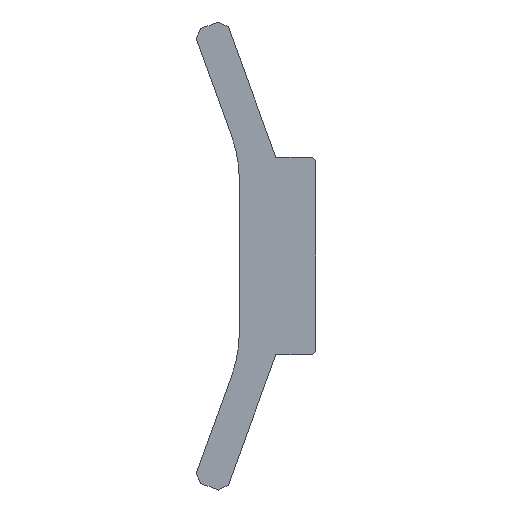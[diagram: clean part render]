
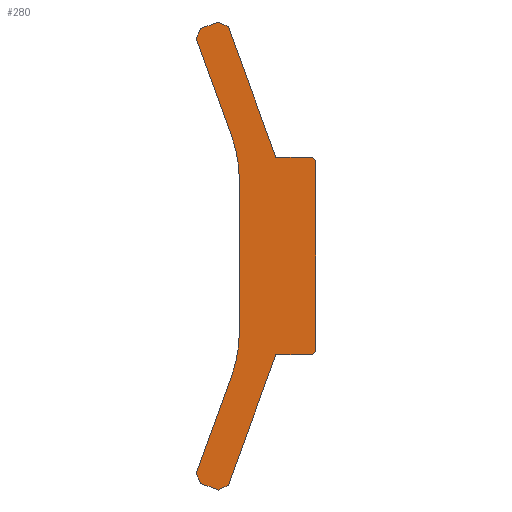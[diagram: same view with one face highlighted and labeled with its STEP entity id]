
A CAD part, front view. The second image highlights one B-rep face of the part: STEP entity #280.
In plain terms, the highlighted planar face has unit normal (0, -1, 0).
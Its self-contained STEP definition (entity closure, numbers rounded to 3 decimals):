
#8 = EDGE_CURVE ( 'NONE', #419, #182, #377, .T. ) ;
#14 = CARTESIAN_POINT ( 'NONE',  ( -33.886, -2.207, -52.213 ) ) ;
#23 = CARTESIAN_POINT ( 'NONE',  ( -28.788, -2.207, -8.285 ) ) ;
#26 = CARTESIAN_POINT ( 'NONE',  ( -31.067, -2.207, -53.239 ) ) ;
#27 = LINE ( 'NONE', #106, #385 ) ;
#43 = VECTOR ( 'NONE', #245, 1000. ) ;
#47 = CARTESIAN_POINT ( 'NONE',  ( -40.684, -2.207, -49.739 ) ) ;
#66 = LINE ( 'NONE', #369, #635 ) ;
#90 = ORIENTED_EDGE ( 'NONE', *, *, #907, .F. ) ;
#94 = DIRECTION ( 'NONE',  ( -0.342, 0., -0.94 ) ) ;
#98 = VECTOR ( 'NONE', #94, 1000. ) ;
#99 = LINE ( 'NONE', #684, #138 ) ;
#100 = VERTEX_POINT ( 'NONE', #252 ) ;
#101 = CARTESIAN_POINT ( 'NONE',  ( -11.689, -2.207, 76.2 ) ) ;
#106 = CARTESIAN_POINT ( 'NONE',  ( 0., -2.207, 76.2 ) ) ;
#122 = ORIENTED_EDGE ( 'NONE', *, *, #8, .T. ) ;
#128 = DIRECTION ( 'NONE',  ( -1., 0., 0. ) ) ;
#132 = EDGE_CURVE ( 'NONE', #475, #559, #416, .T. ) ;
#138 = VECTOR ( 'NONE', #837, 1000. ) ;
#170 = VECTOR ( 'NONE', #446, 1000. ) ;
#174 = VECTOR ( 'NONE', #855, 1000. ) ;
#177 = ORIENTED_EDGE ( 'NONE', *, *, #545, .T. ) ;
#182 = VERTEX_POINT ( 'NONE', #410 ) ;
#202 = CARTESIAN_POINT ( 'NONE',  ( 0., -2.207, 76.2 ) ) ;
#205 = VERTEX_POINT ( 'NONE', #346 ) ;
#209 = FACE_OUTER_BOUND ( 'NONE', #805, .T. ) ;
#211 = AXIS2_PLACEMENT_3D ( 'NONE', #320, #238, #262 ) ;
#214 = PLANE ( 'NONE',  #345 ) ;
#216 = CARTESIAN_POINT ( 'NONE',  ( 39.211, -2.207, 35.606 ) ) ;
#218 = EDGE_CURVE ( 'NONE', #363, #205, #66, .T. ) ;
#222 = EDGE_CURVE ( 'NONE', #510, #278, #718, .T. ) ;
#236 = CARTESIAN_POINT ( 'NONE',  ( 2.349, -2.207, 0. ) ) ;
#238 = DIRECTION ( 'NONE',  ( 0., 1., 0. ) ) ;
#245 = DIRECTION ( 'NONE',  ( -0.342, 0., 0.94 ) ) ;
#252 = CARTESIAN_POINT ( 'NONE',  ( -28.788, -2.207, 84.485 ) ) ;
#262 = DIRECTION ( 'NONE',  ( 1., 0., 0. ) ) ;
#267 = CARTESIAN_POINT ( 'NONE',  ( -25.773, -2.207, 76.2 ) ) ;
#268 = ORIENTED_EDGE ( 'NONE', *, *, #667, .T. ) ;
#272 = ORIENTED_EDGE ( 'NONE', *, *, #344, .F. ) ;
#278 = VERTEX_POINT ( 'NONE', #581 ) ;
#280 = ADVANCED_FACE ( 'NONE', ( #209 ), #214, .T. ) ;
#292 = VECTOR ( 'NONE', #786, 1000. ) ;
#295 = CARTESIAN_POINT ( 'NONE',  ( -40.684, -2.207, 125.939 ) ) ;
#300 = LINE ( 'NONE', #303, #592 ) ;
#303 = CARTESIAN_POINT ( 'NONE',  ( -25.773, -2.207, 0. ) ) ;
#319 = DIRECTION ( 'NONE',  ( -0.94, 0., 0.342 ) ) ;
#320 = CARTESIAN_POINT ( 'NONE',  ( -75.773, -2.207, 67.384 ) ) ;
#326 = EDGE_CURVE ( 'NONE', #435, #764, #829, .T. ) ;
#334 = CIRCLE ( 'NONE', #839, 50. ) ;
#335 = LINE ( 'NONE', #628, #98 ) ;
#344 = EDGE_CURVE ( 'NONE', #419, #764, #818, .T. ) ;
#345 = AXIS2_PLACEMENT_3D ( 'NONE', #202, #795, #512 ) ;
#346 = CARTESIAN_POINT ( 'NONE',  ( -11.689, -2.207, 0. ) ) ;
#347 = VERTEX_POINT ( 'NONE', #894 ) ;
#363 = VERTEX_POINT ( 'NONE', #236 ) ;
#364 = VECTOR ( 'NONE', #694, 1000. ) ;
#368 = CIRCLE ( 'NONE', #211, 50. ) ;
#369 = CARTESIAN_POINT ( 'NONE',  ( 0., -2.207, 0. ) ) ;
#371 = CARTESIAN_POINT ( 'NONE',  ( 3.773, -2.207, 74.825 ) ) ;
#377 = LINE ( 'NONE', #517, #792 ) ;
#385 = VECTOR ( 'NONE', #826, 1000. ) ;
#395 = VECTOR ( 'NONE', #409, 1000. ) ;
#409 = DIRECTION ( 'NONE',  ( 0.342, 0., -0.94 ) ) ;
#410 = CARTESIAN_POINT ( 'NONE',  ( -30.041, -2.207, -50.42 ) ) ;
#416 = LINE ( 'NONE', #702, #364 ) ;
#419 = VERTEX_POINT ( 'NONE', #14 ) ;
#429 = CARTESIAN_POINT ( 'NONE',  ( -52.469, -2.207, 100.667 ) ) ;
#432 = LINE ( 'NONE', #867, #292 ) ;
#435 = VERTEX_POINT ( 'NONE', #885 ) ;
#445 = ORIENTED_EDGE ( 'NONE', *, *, #722, .T. ) ;
#446 = DIRECTION ( 'NONE',  ( 0.719, 0., 0.695 ) ) ;
#447 = ORIENTED_EDGE ( 'NONE', *, *, #680, .T. ) ;
#455 = DIRECTION ( 'NONE',  ( 0.423, 0., -0.906 ) ) ;
#463 = CARTESIAN_POINT ( 'NONE',  ( -81.655, -2.207, 38.124 ) ) ;
#475 = VERTEX_POINT ( 'NONE', #371 ) ;
#482 = ORIENTED_EDGE ( 'NONE', *, *, #781, .T. ) ;
#495 = LINE ( 'NONE', #267, #174 ) ;
#510 = VERTEX_POINT ( 'NONE', #295 ) ;
#512 = DIRECTION ( 'NONE',  ( 1., 0., 0. ) ) ;
#515 = DIRECTION ( 'NONE',  ( 0.906, 0., 0.423 ) ) ;
#517 = CARTESIAN_POINT ( 'NONE',  ( 43.133, -2.207, -16.299 ) ) ;
#520 = EDGE_CURVE ( 'NONE', #435, #856, #300, .T. ) ;
#525 = ORIENTED_EDGE ( 'NONE', *, *, #326, .T. ) ;
#532 = CARTESIAN_POINT ( 'NONE',  ( -25.773, -2.207, 67.384 ) ) ;
#543 = VECTOR ( 'NONE', #455, 1000. ) ;
#545 = EDGE_CURVE ( 'NONE', #363, #559, #877, .T. ) ;
#554 = ORIENTED_EDGE ( 'NONE', *, *, #945, .F. ) ;
#559 = VERTEX_POINT ( 'NONE', #908 ) ;
#580 = EDGE_CURVE ( 'NONE', #100, #617, #368, .T. ) ;
#581 = CARTESIAN_POINT ( 'NONE',  ( -42.477, -2.207, 122.094 ) ) ;
#592 = VECTOR ( 'NONE', #595, 1000. ) ;
#595 = DIRECTION ( 'NONE',  ( 0.342, 0., 0.94 ) ) ;
#598 = VERTEX_POINT ( 'NONE', #697 ) ;
#606 = DIRECTION ( 'NONE',  ( 1., 0., 0. ) ) ;
#610 = LINE ( 'NONE', #671, #43 ) ;
#616 = VERTEX_POINT ( 'NONE', #831 ) ;
#617 = VERTEX_POINT ( 'NONE', #532 ) ;
#628 = CARTESIAN_POINT ( 'NONE',  ( -11.689, -2.207, 0. ) ) ;
#635 = VECTOR ( 'NONE', #128, 1000. ) ;
#651 = CARTESIAN_POINT ( 'NONE',  ( 1.134, -2.207, 77.374 ) ) ;
#667 = EDGE_CURVE ( 'NONE', #347, #790, #99, .T. ) ;
#668 = VECTOR ( 'NONE', #799, 1000. ) ;
#669 = ORIENTED_EDGE ( 'NONE', *, *, #793, .F. ) ;
#671 = CARTESIAN_POINT ( 'NONE',  ( -25.773, -2.207, 76.2 ) ) ;
#673 = VERTEX_POINT ( 'NONE', #691 ) ;
#679 = DIRECTION ( 'NONE',  ( 0., 1., 0. ) ) ;
#680 = EDGE_CURVE ( 'NONE', #598, #673, #27, .T. ) ;
#684 = CARTESIAN_POINT ( 'NONE',  ( 13.947, -2.207, 106.109 ) ) ;
#691 = CARTESIAN_POINT ( 'NONE',  ( -11.689, -2.207, 76.2 ) ) ;
#694 = DIRECTION ( 'NONE',  ( 0., 0., -1. ) ) ;
#696 = EDGE_CURVE ( 'NONE', #205, #182, #335, .T. ) ;
#697 = CARTESIAN_POINT ( 'NONE',  ( 2.349, -2.207, 76.2 ) ) ;
#699 = ORIENTED_EDGE ( 'NONE', *, *, #854, .T. ) ;
#702 = CARTESIAN_POINT ( 'NONE',  ( 3.773, -2.207, 76.2 ) ) ;
#709 = LINE ( 'NONE', #651, #668 ) ;
#718 = LINE ( 'NONE', #429, #816 ) ;
#722 = EDGE_CURVE ( 'NONE', #617, #616, #495, .T. ) ;
#726 = ORIENTED_EDGE ( 'NONE', *, *, #218, .F. ) ;
#757 = VECTOR ( 'NONE', #319, 1000. ) ;
#764 = VERTEX_POINT ( 'NONE', #47 ) ;
#774 = ORIENTED_EDGE ( 'NONE', *, *, #222, .T. ) ;
#780 = CARTESIAN_POINT ( 'NONE',  ( -33.886, -2.207, 128.413 ) ) ;
#781 = EDGE_CURVE ( 'NONE', #475, #598, #709, .T. ) ;
#783 = ORIENTED_EDGE ( 'NONE', *, *, #132, .F. ) ;
#786 = DIRECTION ( 'NONE',  ( 0.94, 0., 0.342 ) ) ;
#790 = VERTEX_POINT ( 'NONE', #780 ) ;
#792 = VECTOR ( 'NONE', #515, 1000. ) ;
#793 = EDGE_CURVE ( 'NONE', #510, #790, #432, .T. ) ;
#795 = DIRECTION ( 'NONE',  ( 0., -1., 0. ) ) ;
#799 = DIRECTION ( 'NONE',  ( -0.719, 0., 0.695 ) ) ;
#800 = DIRECTION ( 'NONE',  ( -0.423, 0., -0.906 ) ) ;
#805 = EDGE_LOOP ( 'NONE', ( #554, #268, #669, #774, #90, #860, #445, #699, #916, #525, #272, #122, #843, #726, #177, #783, #482, #447 ) ) ;
#816 = VECTOR ( 'NONE', #800, 1000. ) ;
#818 = LINE ( 'NONE', #26, #757 ) ;
#822 = LINE ( 'NONE', #101, #395 ) ;
#826 = DIRECTION ( 'NONE',  ( -1., 0., 0. ) ) ;
#829 = LINE ( 'NONE', #463, #543 ) ;
#831 = CARTESIAN_POINT ( 'NONE',  ( -25.773, -2.207, 8.816 ) ) ;
#837 = DIRECTION ( 'NONE',  ( -0.906, 0., 0.423 ) ) ;
#839 = AXIS2_PLACEMENT_3D ( 'NONE', #900, #679, #606 ) ;
#843 = ORIENTED_EDGE ( 'NONE', *, *, #696, .F. ) ;
#854 = EDGE_CURVE ( 'NONE', #616, #856, #334, .T. ) ;
#855 = DIRECTION ( 'NONE',  ( 0., 0., -1. ) ) ;
#856 = VERTEX_POINT ( 'NONE', #23 ) ;
#860 = ORIENTED_EDGE ( 'NONE', *, *, #580, .T. ) ;
#867 = CARTESIAN_POINT ( 'NONE',  ( -31.067, -2.207, 129.439 ) ) ;
#877 = LINE ( 'NONE', #216, #170 ) ;
#885 = CARTESIAN_POINT ( 'NONE',  ( -42.477, -2.207, -45.894 ) ) ;
#894 = CARTESIAN_POINT ( 'NONE',  ( -30.041, -2.207, 126.62 ) ) ;
#900 = CARTESIAN_POINT ( 'NONE',  ( -75.773, -2.207, 8.816 ) ) ;
#907 = EDGE_CURVE ( 'NONE', #100, #278, #610, .T. ) ;
#908 = CARTESIAN_POINT ( 'NONE',  ( 3.773, -2.207, 1.375 ) ) ;
#916 = ORIENTED_EDGE ( 'NONE', *, *, #520, .F. ) ;
#945 = EDGE_CURVE ( 'NONE', #347, #673, #822, .T. ) ;
